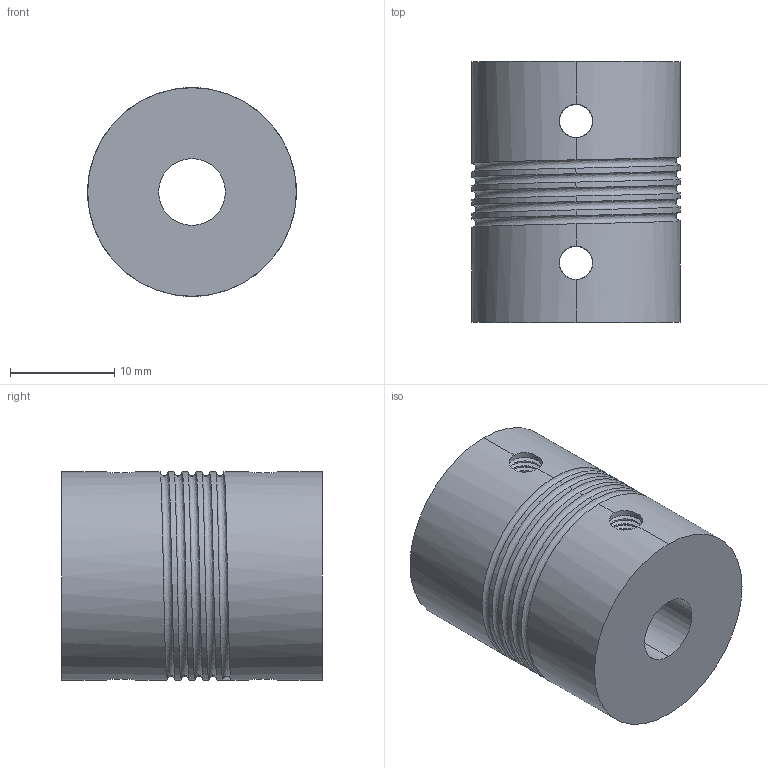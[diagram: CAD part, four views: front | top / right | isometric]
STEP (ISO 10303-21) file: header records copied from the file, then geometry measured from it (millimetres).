
FILE_DESCRIPTION (( 'STEP AP203' ), '1' );
FILE_NAME ('COPLE CNC_Predeterminado_sldprt.STEP', '2023-11-23T14:39:06', ( '' ), ( '' ), 'SwSTEP 2.0', 'SolidWorks 2022', '' );
FILE_SCHEMA (( 'CONFIG_CONTROL_DESIGN' ));
Length unit declared in the file: millimetre
Products named in the file (1): COPLE CNC_Predeterminado_sldprt
Bounding box: 20 x 25 x 20 mm (x, y, z)
Volume: 6715.2 mm3; surface area: 3179.8 mm2
Topology: 1 solids, 1 shells, 157 faces, 485 edges, 322 vertices
Faces by surface type: cylinder 116, bspline 33, plane 8
Entity records: 21106 total; most frequent: CARTESIAN_POINT 17657, ORIENTED_EDGE 970, EDGE_CURVE 485, DIRECTION 395, VERTEX_POINT 322, B_SPLINE_CURVE_WITH_KNOTS 202, EDGE_LOOP 159, ADVANCED_FACE 157
